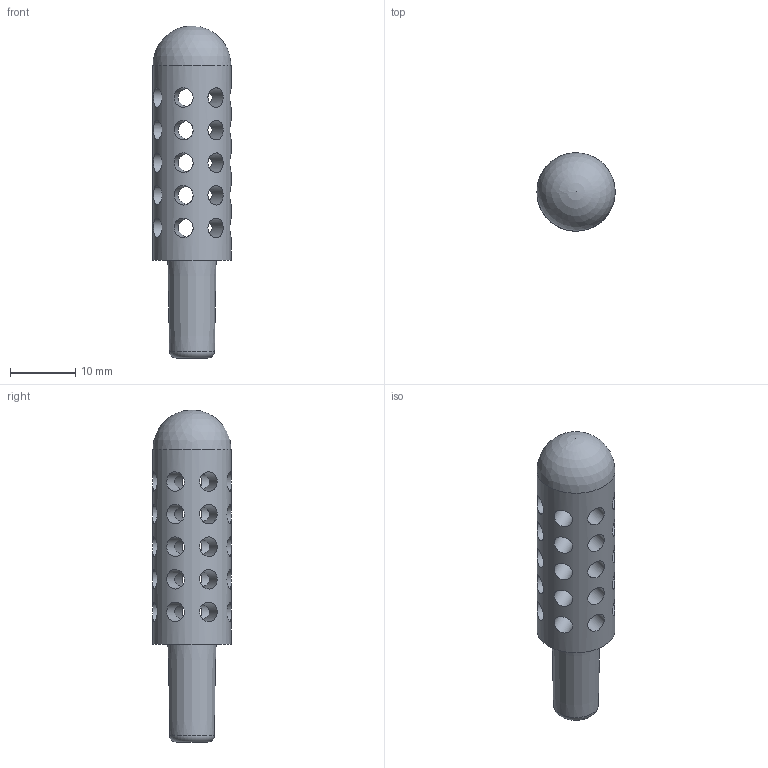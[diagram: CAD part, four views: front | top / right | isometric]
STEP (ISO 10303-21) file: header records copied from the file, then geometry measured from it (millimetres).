
FILE_DESCRIPTION(/* description */ (''),/* implementation_level */ '2;1');
FILE_NAME(/* name */ 'Hydroponik Filter v4.step',/* time_stamp */ '2024-08-26T13:08:02+02:00',/* author */ (''),/* organization */ (''),/* preprocessor_version */ 'ST-DEVELOPER v20',/* originating_system */ 'Autodesk Translation Framework v12.14.0.127',/* authorisation */ '');
FILE_SCHEMA (('AUTOMOTIVE_DESIGN { 1 0 10303 214 3 1 1 }'));
Length unit declared in the file: millimetre
Products named in the file (1): Hydroponik Filter
Bounding box: 12 x 12 x 51 mm (x, y, z)
Volume: 2786.1 mm3; surface area: 3126.9 mm2
Topology: 1 solids, 1 shells, 48 faces, 265 edges, 184 vertices
Faces by surface type: cylinder 42, plane 2, sphere 2, torus 1, cone 1
Full cylindrical faces by diameter (mm): 3 x35, 4.5 x6, 12 x1
Entity records: 4328 total; most frequent: CARTESIAN_POINT 2316, ORIENTED_EDGE 526, DIRECTION 301, EDGE_CURVE 263, VERTEX_POINT 184, B_SPLINE_CURVE_WITH_KNOTS 140, AXIS2_PLACEMENT_3D 129, EDGE_LOOP 85
